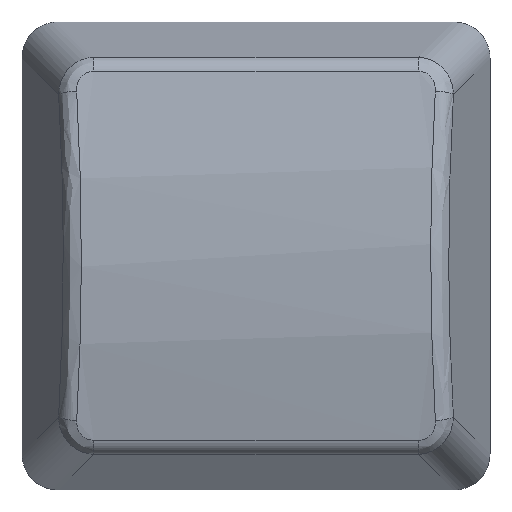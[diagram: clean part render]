
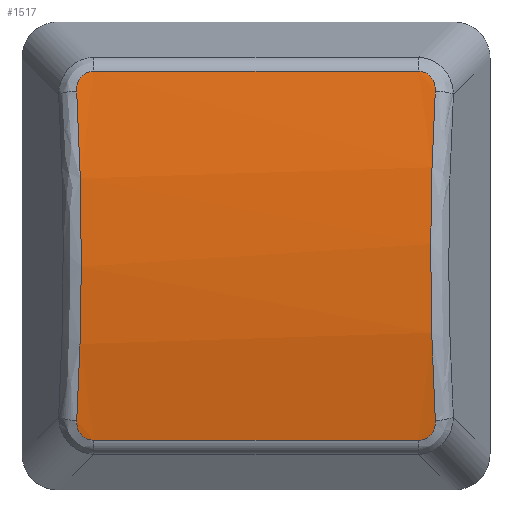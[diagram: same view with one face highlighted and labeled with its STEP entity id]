
A CAD part, top view. The second image highlights one B-rep face of the part: STEP entity #1517.
In plain terms, the highlighted free-form (B-spline) face has degree [3, 1] with [4, 2] control points.
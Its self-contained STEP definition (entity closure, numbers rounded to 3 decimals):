
#1367=CARTESIAN_POINT('',(-5.941,-219.608,1.845));
#1368=CARTESIAN_POINT('',(5.941,-219.608,1.845));
#1369=CARTESIAN_POINT('',(-5.941,-215.536,2.718));
#1370=CARTESIAN_POINT('',(5.941,-215.536,2.718));
#1371=CARTESIAN_POINT('',(-5.941,-211.464,2.718));
#1372=CARTESIAN_POINT('',(5.941,-211.464,2.718));
#1373=CARTESIAN_POINT('',(-5.941,-207.392,1.845));
#1374=CARTESIAN_POINT('',(5.941,-207.392,1.845));
#1375=B_SPLINE_SURFACE_WITH_KNOTS('',3,1,((#1367,#1368),(#1369,#1370),(#1371,#1372),(#1373,#1374)),.UNSPECIFIED.,.F.,.F.,.U.,(4,4),(2,2),(0.095,0.905),(0.335,0.665),.UNSPECIFIED.);
#1376=CARTESIAN_POINT('',(5.938,-218.957,1.978));
#1377=VERTEX_POINT('',#1376);
#1378=CARTESIAN_POINT('',(5.938,-208.043,1.978));
#1379=VERTEX_POINT('',#1378);
#1380=CARTESIAN_POINT('',(5.938,-218.957,1.978));
#1381=CARTESIAN_POINT('',(5.888,-218.057,2.15));
#1382=CARTESIAN_POINT('',(5.849,-217.15,2.281));
#1383=CARTESIAN_POINT('',(5.824,-216.238,2.369));
#1384=CARTESIAN_POINT('',(5.798,-215.325,2.456));
#1385=CARTESIAN_POINT('',(5.785,-214.404,2.5));
#1386=CARTESIAN_POINT('',(5.785,-213.489,2.5));
#1387=CARTESIAN_POINT('',(5.785,-211.66,2.499));
#1388=CARTESIAN_POINT('',(5.837,-209.844,2.322));
#1389=CARTESIAN_POINT('',(5.938,-208.043,1.978));
#1390=B_SPLINE_CURVE_WITH_KNOTS('',3,(#1380,#1381,#1382,#1383,#1384,#1385,#1386,#1387,#1388,#1389),.UNSPECIFIED.,.F.,.F.,(4,3,3,4),(0.,0.003,0.005,0.011),.UNSPECIFIED.);
#1391=EDGE_CURVE('',#1377,#1379,#1390,.T.);
#1392=ORIENTED_EDGE('',*,*,#1391,.T.);
#1393=CARTESIAN_POINT('',(5.379,-207.392,1.845));
#1394=VERTEX_POINT('',#1393);
#1395=CARTESIAN_POINT('',(5.938,-208.043,1.978));
#1396=CARTESIAN_POINT('',(5.943,-207.962,1.962));
#1397=CARTESIAN_POINT('',(5.935,-207.881,1.946));
#1398=CARTESIAN_POINT('',(5.912,-207.803,1.931));
#1399=CARTESIAN_POINT('',(5.901,-207.764,1.923));
#1400=CARTESIAN_POINT('',(5.886,-207.727,1.915));
#1401=CARTESIAN_POINT('',(5.868,-207.691,1.908));
#1402=CARTESIAN_POINT('',(5.849,-207.655,1.901));
#1403=CARTESIAN_POINT('',(5.827,-207.621,1.894));
#1404=CARTESIAN_POINT('',(5.801,-207.59,1.887));
#1405=CARTESIAN_POINT('',(5.751,-207.528,1.874));
#1406=CARTESIAN_POINT('',(5.686,-207.477,1.864));
#1407=CARTESIAN_POINT('',(5.613,-207.443,1.856));
#1408=CARTESIAN_POINT('',(5.576,-207.426,1.853));
#1409=CARTESIAN_POINT('',(5.538,-207.413,1.85));
#1410=CARTESIAN_POINT('',(5.498,-207.404,1.848));
#1411=CARTESIAN_POINT('',(5.459,-207.396,1.846));
#1412=CARTESIAN_POINT('',(5.419,-207.392,1.845));
#1413=CARTESIAN_POINT('',(5.379,-207.392,1.845));
#1414=B_SPLINE_CURVE_WITH_KNOTS('',3,(#1395,#1396,#1397,#1398,#1399,#1400,#1401,#1402,#1403,#1404,#1405,#1406,#1407,#1408,#1409,#1410,#1411,#1412,#1413),.UNSPECIFIED.,.F.,.F.,(4,3,3,3,3,3,4),(0.,0.,0.,0.,0.001,0.001,0.001),.UNSPECIFIED.);
#1415=EDGE_CURVE('',#1379,#1394,#1414,.T.);
#1416=ORIENTED_EDGE('',*,*,#1415,.T.);
#1417=CARTESIAN_POINT('',(-5.379,-207.392,1.845));
#1418=VERTEX_POINT('',#1417);
#1419=CARTESIAN_POINT('',(5.379,-207.392,1.845));
#1420=DIRECTION('',(-1.,-0.,0.));
#1421=VECTOR('',#1420,10.757);
#1422=LINE('',#1419,#1421);
#1423=EDGE_CURVE('',#1394,#1418,#1422,.T.);
#1424=ORIENTED_EDGE('',*,*,#1423,.T.);
#1425=CARTESIAN_POINT('',(-5.938,-208.043,1.978));
#1426=VERTEX_POINT('',#1425);
#1427=CARTESIAN_POINT('',(-5.379,-207.392,1.845));
#1428=CARTESIAN_POINT('',(-5.46,-207.392,1.845));
#1429=CARTESIAN_POINT('',(-5.541,-207.409,1.849));
#1430=CARTESIAN_POINT('',(-5.614,-207.443,1.856));
#1431=CARTESIAN_POINT('',(-5.65,-207.46,1.86));
#1432=CARTESIAN_POINT('',(-5.685,-207.482,1.865));
#1433=CARTESIAN_POINT('',(-5.717,-207.506,1.87));
#1434=CARTESIAN_POINT('',(-5.748,-207.531,1.875));
#1435=CARTESIAN_POINT('',(-5.777,-207.559,1.881));
#1436=CARTESIAN_POINT('',(-5.802,-207.591,1.887));
#1437=CARTESIAN_POINT('',(-5.853,-207.653,1.9));
#1438=CARTESIAN_POINT('',(-5.89,-207.725,1.915));
#1439=CARTESIAN_POINT('',(-5.912,-207.803,1.931));
#1440=CARTESIAN_POINT('',(-5.935,-207.881,1.946));
#1441=CARTESIAN_POINT('',(-5.943,-207.961,1.962));
#1442=CARTESIAN_POINT('',(-5.938,-208.043,1.978));
#1443=B_SPLINE_CURVE_WITH_KNOTS('',3,(#1427,#1428,#1429,#1430,#1431,#1432,#1433,#1434,#1435,#1436,#1437,#1438,#1439,#1440,#1441,#1442),.UNSPECIFIED.,.F.,.F.,(4,3,3,3,3,4),(0.,0.,0.,0.,0.001,0.001),.UNSPECIFIED.);
#1444=EDGE_CURVE('',#1418,#1426,#1443,.T.);
#1445=ORIENTED_EDGE('',*,*,#1444,.T.);
#1446=CARTESIAN_POINT('',(-5.938,-218.957,1.978));
#1447=VERTEX_POINT('',#1446);
#1448=CARTESIAN_POINT('',(-5.938,-208.043,1.978));
#1449=CARTESIAN_POINT('',(-5.837,-209.844,2.322));
#1450=CARTESIAN_POINT('',(-5.785,-211.66,2.499));
#1451=CARTESIAN_POINT('',(-5.785,-213.489,2.5));
#1452=CARTESIAN_POINT('',(-5.785,-214.404,2.5));
#1453=CARTESIAN_POINT('',(-5.798,-215.325,2.456));
#1454=CARTESIAN_POINT('',(-5.824,-216.238,2.369));
#1455=CARTESIAN_POINT('',(-5.849,-217.15,2.281));
#1456=CARTESIAN_POINT('',(-5.888,-218.057,2.15));
#1457=CARTESIAN_POINT('',(-5.938,-218.957,1.978));
#1458=B_SPLINE_CURVE_WITH_KNOTS('',3,(#1448,#1449,#1450,#1451,#1452,#1453,#1454,#1455,#1456,#1457),.UNSPECIFIED.,.F.,.F.,(4,3,3,4),(0.,0.005,0.008,0.011),.UNSPECIFIED.);
#1459=EDGE_CURVE('',#1426,#1447,#1458,.T.);
#1460=ORIENTED_EDGE('',*,*,#1459,.T.);
#1461=CARTESIAN_POINT('',(-5.379,-219.608,1.845));
#1462=VERTEX_POINT('',#1461);
#1463=CARTESIAN_POINT('',(-5.938,-218.957,1.978));
#1464=CARTESIAN_POINT('',(-5.943,-219.038,1.962));
#1465=CARTESIAN_POINT('',(-5.935,-219.119,1.946));
#1466=CARTESIAN_POINT('',(-5.912,-219.197,1.931));
#1467=CARTESIAN_POINT('',(-5.901,-219.236,1.923));
#1468=CARTESIAN_POINT('',(-5.886,-219.273,1.915));
#1469=CARTESIAN_POINT('',(-5.868,-219.309,1.908));
#1470=CARTESIAN_POINT('',(-5.849,-219.345,1.901));
#1471=CARTESIAN_POINT('',(-5.827,-219.379,1.894));
#1472=CARTESIAN_POINT('',(-5.801,-219.41,1.887));
#1473=CARTESIAN_POINT('',(-5.751,-219.472,1.874));
#1474=CARTESIAN_POINT('',(-5.686,-219.523,1.864));
#1475=CARTESIAN_POINT('',(-5.613,-219.557,1.856));
#1476=CARTESIAN_POINT('',(-5.576,-219.574,1.853));
#1477=CARTESIAN_POINT('',(-5.538,-219.587,1.85));
#1478=CARTESIAN_POINT('',(-5.498,-219.596,1.848));
#1479=CARTESIAN_POINT('',(-5.459,-219.604,1.846));
#1480=CARTESIAN_POINT('',(-5.419,-219.608,1.845));
#1481=CARTESIAN_POINT('',(-5.379,-219.608,1.845));
#1482=B_SPLINE_CURVE_WITH_KNOTS('',3,(#1463,#1464,#1465,#1466,#1467,#1468,#1469,#1470,#1471,#1472,#1473,#1474,#1475,#1476,#1477,#1478,#1479,#1480,#1481),.UNSPECIFIED.,.F.,.F.,(4,3,3,3,3,3,4),(-0.,0.,0.,0.,0.001,0.001,0.001),.UNSPECIFIED.);
#1483=EDGE_CURVE('',#1447,#1462,#1482,.T.);
#1484=ORIENTED_EDGE('',*,*,#1483,.T.);
#1485=CARTESIAN_POINT('',(5.379,-219.608,1.845));
#1486=VERTEX_POINT('',#1485);
#1487=CARTESIAN_POINT('',(-5.379,-219.608,1.845));
#1488=DIRECTION('',(1.,0.,-0.));
#1489=VECTOR('',#1488,10.757);
#1490=LINE('',#1487,#1489);
#1491=EDGE_CURVE('',#1462,#1486,#1490,.T.);
#1492=ORIENTED_EDGE('',*,*,#1491,.T.);
#1493=CARTESIAN_POINT('',(5.379,-219.608,1.845));
#1494=CARTESIAN_POINT('',(5.419,-219.608,1.845));
#1495=CARTESIAN_POINT('',(5.459,-219.604,1.846));
#1496=CARTESIAN_POINT('',(5.498,-219.596,1.848));
#1497=CARTESIAN_POINT('',(5.538,-219.587,1.85));
#1498=CARTESIAN_POINT('',(5.576,-219.574,1.853));
#1499=CARTESIAN_POINT('',(5.613,-219.557,1.856));
#1500=CARTESIAN_POINT('',(5.686,-219.523,1.864));
#1501=CARTESIAN_POINT('',(5.751,-219.472,1.874));
#1502=CARTESIAN_POINT('',(5.801,-219.41,1.887));
#1503=CARTESIAN_POINT('',(5.827,-219.379,1.894));
#1504=CARTESIAN_POINT('',(5.849,-219.345,1.901));
#1505=CARTESIAN_POINT('',(5.868,-219.309,1.908));
#1506=CARTESIAN_POINT('',(5.886,-219.273,1.915));
#1507=CARTESIAN_POINT('',(5.901,-219.236,1.923));
#1508=CARTESIAN_POINT('',(5.912,-219.197,1.931));
#1509=CARTESIAN_POINT('',(5.935,-219.119,1.946));
#1510=CARTESIAN_POINT('',(5.943,-219.038,1.962));
#1511=CARTESIAN_POINT('',(5.938,-218.957,1.978));
#1512=B_SPLINE_CURVE_WITH_KNOTS('',3,(#1493,#1494,#1495,#1496,#1497,#1498,#1499,#1500,#1501,#1502,#1503,#1504,#1505,#1506,#1507,#1508,#1509,#1510,#1511),.UNSPECIFIED.,.F.,.F.,(4,3,3,3,3,3,4),(0.,0.,0.,0.,0.001,0.001,0.001),.UNSPECIFIED.);
#1513=EDGE_CURVE('',#1486,#1377,#1512,.T.);
#1514=ORIENTED_EDGE('',*,*,#1513,.T.);
#1515=EDGE_LOOP('',(#1392,#1416,#1424,#1445,#1460,#1484,#1492,#1514));
#1516=FACE_BOUND('',#1515,.T.);
#1517=ADVANCED_FACE('',(#1516),#1375,.F.);
